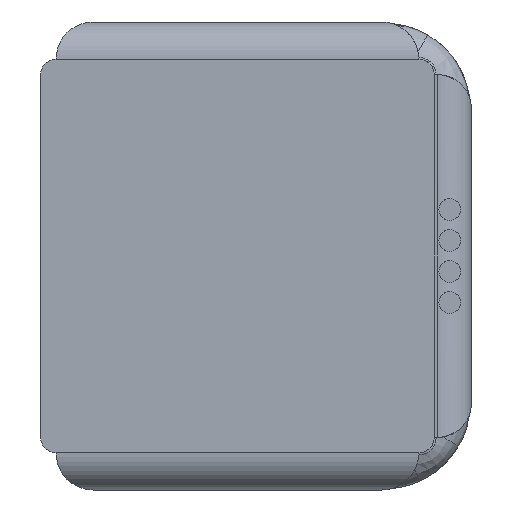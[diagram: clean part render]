
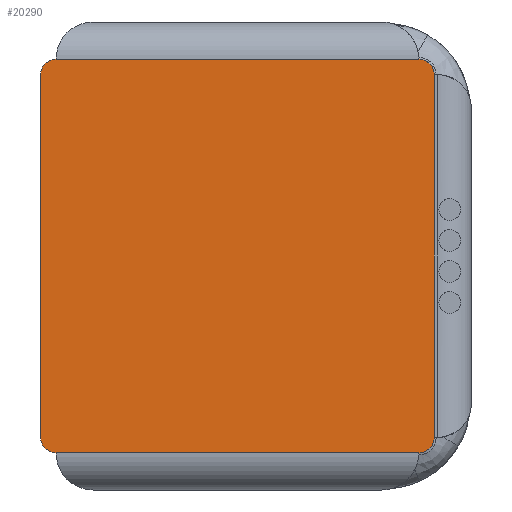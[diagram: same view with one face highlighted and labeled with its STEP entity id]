
A CAD part, left-side view. The second image highlights one B-rep face of the part: STEP entity #20290.
In plain terms, the highlighted planar face has unit normal (-1, 0, 0).
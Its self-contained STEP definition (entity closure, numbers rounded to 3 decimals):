
#43 = DIRECTION ( 'NONE',  ( 1., 0., 0. ) ) ;
#145 = CARTESIAN_POINT ( 'NONE',  ( -37.5, -5.85, -6.35 ) ) ;
#226 = AXIS2_PLACEMENT_3D ( 'NONE', #1385, #17341, #3363 ) ;
#335 = CARTESIAN_POINT ( 'NONE',  ( -37.5, -5.85, 6.35 ) ) ;
#536 = EDGE_CURVE ( 'NONE', #13781, #6279, #19805, .T. ) ;
#991 = VERTEX_POINT ( 'NONE', #14729 ) ;
#1315 = VECTOR ( 'NONE', #7577, 1000. ) ;
#1385 = CARTESIAN_POINT ( 'NONE',  ( -37.5, -5.85, 5.85 ) ) ;
#2166 = ORIENTED_EDGE ( 'NONE', *, *, #10091, .F. ) ;
#2299 = CARTESIAN_POINT ( 'NONE',  ( -37.5, 5.85, 6.35 ) ) ;
#2919 = CARTESIAN_POINT ( 'NONE',  ( -37.5, 6.35, -5.85 ) ) ;
#2981 = CIRCLE ( 'NONE', #12586, 0.5 ) ;
#3326 = AXIS2_PLACEMENT_3D ( 'NONE', #6723, #13057, #8283 ) ;
#3363 = DIRECTION ( 'NONE',  ( 0., 0., 1. ) ) ;
#3992 = EDGE_CURVE ( 'NONE', #991, #7961, #6030, .T. ) ;
#4148 = CARTESIAN_POINT ( 'NONE',  ( -37.5, 5.85, 5.85 ) ) ;
#4195 = EDGE_CURVE ( 'NONE', #7961, #5304, #2981, .T. ) ;
#4261 = DIRECTION ( 'NONE',  ( 0., -1., 0. ) ) ;
#4621 = CARTESIAN_POINT ( 'NONE',  ( -37.5, 5.85, -5.85 ) ) ;
#5304 = VERTEX_POINT ( 'NONE', #12742 ) ;
#5602 = DIRECTION ( 'NONE',  ( 0., 1., 0. ) ) ;
#6030 = LINE ( 'NONE', #19906, #1315 ) ;
#6272 = ORIENTED_EDGE ( 'NONE', *, *, #4195, .F. ) ;
#6279 = VERTEX_POINT ( 'NONE', #335 ) ;
#6330 = CIRCLE ( 'NONE', #19226, 0.5 ) ;
#6712 = ORIENTED_EDGE ( 'NONE', *, *, #18564, .F. ) ;
#6723 = CARTESIAN_POINT ( 'NONE',  ( -37.5, 0., 0. ) ) ;
#6846 = CIRCLE ( 'NONE', #17106, 0.5 ) ;
#6921 = VERTEX_POINT ( 'NONE', #11029 ) ;
#7055 = CARTESIAN_POINT ( 'NONE',  ( -37.5, -5.85, -5.85 ) ) ;
#7478 = CARTESIAN_POINT ( 'NONE',  ( -37.5, 6.35, 5.85 ) ) ;
#7577 = DIRECTION ( 'NONE',  ( 0., 0., -1. ) ) ;
#7727 = DIRECTION ( 'NONE',  ( 0., 0., -1. ) ) ;
#7961 = VERTEX_POINT ( 'NONE', #8838 ) ;
#8052 = LINE ( 'NONE', #145, #13266 ) ;
#8283 = DIRECTION ( 'NONE',  ( 0., 0., -1. ) ) ;
#8838 = CARTESIAN_POINT ( 'NONE',  ( -37.5, -6.35, -5.85 ) ) ;
#9705 = ORIENTED_EDGE ( 'NONE', *, *, #11253, .F. ) ;
#9999 = ORIENTED_EDGE ( 'NONE', *, *, #3992, .F. ) ;
#10091 = EDGE_CURVE ( 'NONE', #6279, #991, #18116, .T. ) ;
#11029 = CARTESIAN_POINT ( 'NONE',  ( -37.5, 5.85, -6.35 ) ) ;
#11253 = EDGE_CURVE ( 'NONE', #6921, #12428, #6846, .T. ) ;
#11300 = VECTOR ( 'NONE', #12365, 1000. ) ;
#11950 = VERTEX_POINT ( 'NONE', #7478 ) ;
#12365 = DIRECTION ( 'NONE',  ( 0., 0., 1. ) ) ;
#12428 = VERTEX_POINT ( 'NONE', #14305 ) ;
#12586 = AXIS2_PLACEMENT_3D ( 'NONE', #7055, #13297, #16477 ) ;
#12740 = PLANE ( 'NONE',  #3326 ) ;
#12742 = CARTESIAN_POINT ( 'NONE',  ( -37.5, -5.85, -6.35 ) ) ;
#13057 = DIRECTION ( 'NONE',  ( 1., 0., 0. ) ) ;
#13266 = VECTOR ( 'NONE', #17272, 1000. ) ;
#13297 = DIRECTION ( 'NONE',  ( 1., 0., 0. ) ) ;
#13781 = VERTEX_POINT ( 'NONE', #19040 ) ;
#13927 = LINE ( 'NONE', #2919, #11300 ) ;
#14139 = VECTOR ( 'NONE', #4261, 1000. ) ;
#14237 = ORIENTED_EDGE ( 'NONE', *, *, #536, .F. ) ;
#14305 = CARTESIAN_POINT ( 'NONE',  ( -37.5, 6.35, -5.85 ) ) ;
#14426 = ORIENTED_EDGE ( 'NONE', *, *, #19660, .F. ) ;
#14729 = CARTESIAN_POINT ( 'NONE',  ( -37.5, -6.35, 5.85 ) ) ;
#16180 = EDGE_LOOP ( 'NONE', ( #18193, #6272, #9999, #2166, #14237, #6712, #14426, #9705 ) ) ;
#16477 = DIRECTION ( 'NONE',  ( 0., -1., 0. ) ) ;
#16700 = EDGE_CURVE ( 'NONE', #5304, #6921, #8052, .T. ) ;
#17106 = AXIS2_PLACEMENT_3D ( 'NONE', #4621, #43, #7727 ) ;
#17272 = DIRECTION ( 'NONE',  ( 0., 1., 0. ) ) ;
#17341 = DIRECTION ( 'NONE',  ( 1., 0., 0. ) ) ;
#18116 = CIRCLE ( 'NONE', #226, 0.5 ) ;
#18193 = ORIENTED_EDGE ( 'NONE', *, *, #16700, .F. ) ;
#18564 = EDGE_CURVE ( 'NONE', #11950, #13781, #6330, .T. ) ;
#19038 = FACE_OUTER_BOUND ( 'NONE', #16180, .T. ) ;
#19040 = CARTESIAN_POINT ( 'NONE',  ( -37.5, 5.85, 6.35 ) ) ;
#19226 = AXIS2_PLACEMENT_3D ( 'NONE', #4148, #19793, #5602 ) ;
#19660 = EDGE_CURVE ( 'NONE', #12428, #11950, #13927, .T. ) ;
#19793 = DIRECTION ( 'NONE',  ( 1., 0., 0. ) ) ;
#19805 = LINE ( 'NONE', #2299, #14139 ) ;
#19906 = CARTESIAN_POINT ( 'NONE',  ( -37.5, -6.35, 5.85 ) ) ;
#20290 = ADVANCED_FACE ( 'NONE', ( #19038 ), #12740, .F. ) ;
